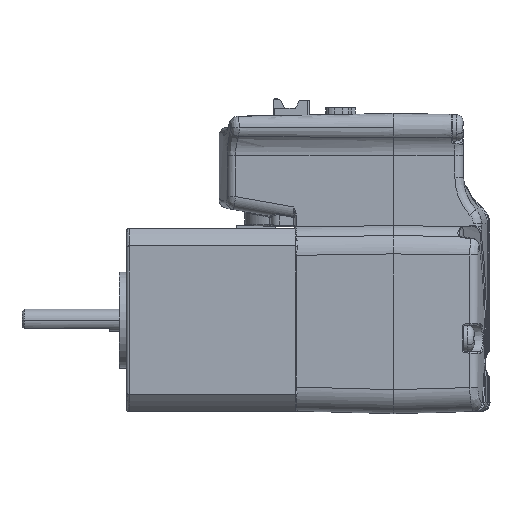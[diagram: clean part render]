
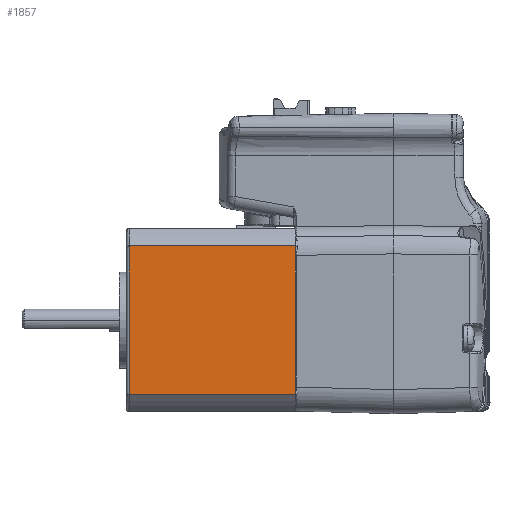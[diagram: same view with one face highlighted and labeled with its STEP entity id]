
A CAD part, left-side view. The second image highlights one B-rep face of the part: STEP entity #1857.
In plain terms, the highlighted planar face has unit normal (-1, 0, 0).
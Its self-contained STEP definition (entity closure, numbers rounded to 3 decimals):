
#1857=ADVANCED_FACE('',(#4785),#4786,.T.);
#4785=FACE_OUTER_BOUND('',#10702,.T.);
#4786=PLANE('',#10703);
#10702=EDGE_LOOP('',(#41198,#41199,#41200,#41201));
#10703=AXIS2_PLACEMENT_3D('',#41202,#41203,#41204);
#41198=ORIENTED_EDGE('',*,*,#62446,.T.);
#41199=ORIENTED_EDGE('',*,*,#62464,.F.);
#41200=ORIENTED_EDGE('',*,*,#62447,.T.);
#41201=ORIENTED_EDGE('',*,*,#62450,.T.);
#41202=CARTESIAN_POINT('',(-210.301,-225.668,-16.971));
#41203=DIRECTION('',(-1.0,0.0,0.0));
#41204=DIRECTION('',(0.0,0.,1.0));
#62446=EDGE_CURVE('',#69888,#69891,#69893,.T.);
#62447=EDGE_CURVE('',#69894,#69781,#69895,.F.);
#62450=EDGE_CURVE('',#69781,#69888,#69899,.F.);
#62464=EDGE_CURVE('',#69894,#69891,#69915,.F.);
#69781=VERTEX_POINT('',#81898);
#69888=VERTEX_POINT('',#82124);
#69891=VERTEX_POINT('',#82132);
#69893=LINE('',#82139,#82140);
#69894=VERTEX_POINT('',#82141);
#69895=LINE('',#82142,#82143);
#69899=LINE('',#82153,#82154);
#69915=LINE('',#82179,#82180);
#81898=CARTESIAN_POINT('',(-210.301,-187.168,-16.971));
#82124=CARTESIAN_POINT('',(-210.301,-225.168,-16.971));
#82132=CARTESIAN_POINT('',(-210.301,-225.168,16.971));
#82139=CARTESIAN_POINT('',(-210.301,-225.168,-16.971));
#82140=VECTOR('',#106435,1000.0);
#82141=CARTESIAN_POINT('',(-210.301,-187.168,16.971));
#82142=CARTESIAN_POINT('',(-210.301,-187.168,-16.971));
#82143=VECTOR('',#106436,1000.0);
#82153=CARTESIAN_POINT('',(-210.301,-225.668,-16.971));
#82154=VECTOR('',#106438,1000.0);
#82179=CARTESIAN_POINT('',(-210.301,-225.668,16.971));
#82180=VECTOR('',#106467,1000.0);
#106435=DIRECTION('',(0.0,0.,1.0));
#106436=DIRECTION('',(0.0,0.,1.0));
#106438=DIRECTION('',(0.0,1.0,0.));
#106467=DIRECTION('',(0.0,1.0,0.));
